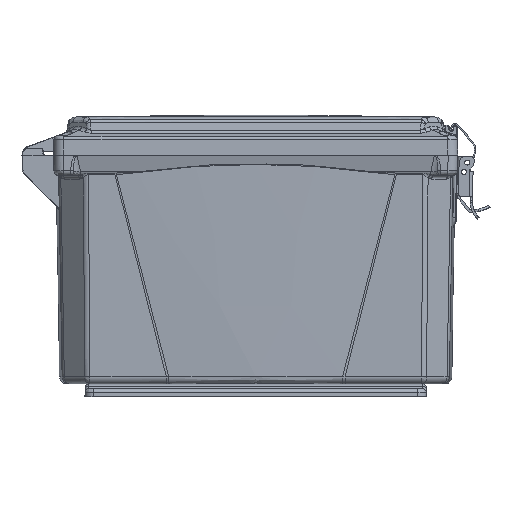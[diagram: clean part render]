
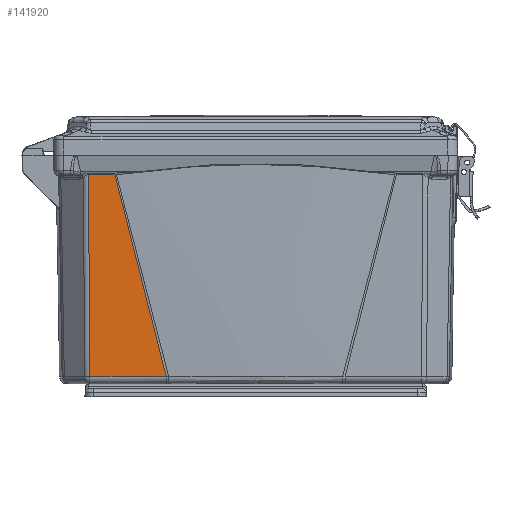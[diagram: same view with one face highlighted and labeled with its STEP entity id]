
A CAD part, front view. The second image highlights one B-rep face of the part: STEP entity #141920.
In plain terms, the highlighted face is planar.
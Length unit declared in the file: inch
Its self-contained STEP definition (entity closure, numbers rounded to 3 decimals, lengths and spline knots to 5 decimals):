
#7205 = LINE ( 'NONE', #82840, #112274 ) ;
#12054 = PLANE ( 'NONE',  #12337 ) ;
#12337 = AXIS2_PLACEMENT_3D ( 'NONE', #155588, #23872, #97978 ) ;
#12968 = CARTESIAN_POINT ( 'NONE',  ( -0.50592, -6.13617, 3.67049 ) ) ;
#14161 = LINE ( 'NONE', #120680, #58768 ) ;
#23872 = DIRECTION ( 'NONE',  ( -0.017, -1., 0. ) ) ;
#24495 = DIRECTION ( 'NONE',  ( 0., 0., 1. ) ) ;
#29632 = ORIENTED_EDGE ( 'NONE', *, *, #56488, .F. ) ;
#31387 = CARTESIAN_POINT ( 'NONE',  ( -0.50592, -6.13617, 3.67049 ) ) ;
#40010 = ORIENTED_EDGE ( 'NONE', *, *, #49440, .T. ) ;
#41278 = VERTEX_POINT ( 'NONE', #31387 ) ;
#47834 = CARTESIAN_POINT ( 'NONE',  ( -0.50592, -6.13617, 4.35952 ) ) ;
#49440 = EDGE_CURVE ( 'NONE', #86269, #134912, #96673, .T. ) ;
#52760 = ORIENTED_EDGE ( 'NONE', *, *, #111101, .T. ) ;
#56488 = EDGE_CURVE ( 'NONE', #142047, #134912, #7205, .T. ) ;
#58071 = DIRECTION ( 'NONE',  ( -1., 0.017, -0.007 ) ) ;
#58768 = VECTOR ( 'NONE', #109623, 39.37008 ) ;
#76027 = CARTESIAN_POINT ( 'NONE',  ( -5.77332, -6.04423, 2.3301 ) ) ;
#76073 = EDGE_CURVE ( 'NONE', #41278, #86269, #14161, .T. ) ;
#82840 = CARTESIAN_POINT ( 'NONE',  ( -5.77332, -6.04423, 16.31901 ) ) ;
#83546 = ORIENTED_EDGE ( 'NONE', *, *, #76073, .T. ) ;
#86269 = VERTEX_POINT ( 'NONE', #125375 ) ;
#87674 = CARTESIAN_POINT ( 'NONE',  ( -5.77332, -6.04423, 2.3301 ) ) ;
#88615 = CARTESIAN_POINT ( 'NONE',  ( -2.65399, -6.09867, 3.12211 ) ) ;
#96673 = LINE ( 'NONE', #47834, #145568 ) ;
#97978 = DIRECTION ( 'NONE',  ( 1., -0.017, 0. ) ) ;
#105018 = B_SPLINE_CURVE_WITH_KNOTS ( 'NONE', 3,
 ( #76027, #112323, #88615, #12968 ),
 .UNSPECIFIED., .F., .F.,
 ( 4, 4 ),
 ( 0., 1. ),
 .UNSPECIFIED. ) ;
#109623 = DIRECTION ( 'NONE',  ( 0., 0., 1. ) ) ;
#110616 = FACE_OUTER_BOUND ( 'NONE', #121502, .T. ) ;
#111101 = EDGE_CURVE ( 'NONE', #142047, #41278, #105018, .T. ) ;
#112274 = VECTOR ( 'NONE', #24495, 39.37008 ) ;
#112323 = CARTESIAN_POINT ( 'NONE',  ( -4.40979, -6.06803, 2.67531 ) ) ;
#120680 = CARTESIAN_POINT ( 'NONE',  ( -0.50592, -6.13617, 5.68956 ) ) ;
#121502 = EDGE_LOOP ( 'NONE', ( #52760, #83546, #40010, #29632 ) ) ;
#125375 = CARTESIAN_POINT ( 'NONE',  ( -0.50592, -6.13617, 4.35952 ) ) ;
#132163 = CARTESIAN_POINT ( 'NONE',  ( -5.77332, -6.04423, 4.32143 ) ) ;
#134912 = VERTEX_POINT ( 'NONE', #132163 ) ;
#141920 = ADVANCED_FACE ( 'NONE', ( #110616 ), #12054, .T. ) ;
#142047 = VERTEX_POINT ( 'NONE', #87674 ) ;
#145568 = VECTOR ( 'NONE', #58071, 39.37008 ) ;
#155588 = CARTESIAN_POINT ( 'NONE',  ( 0., -6.145, 5.68956 ) ) ;
